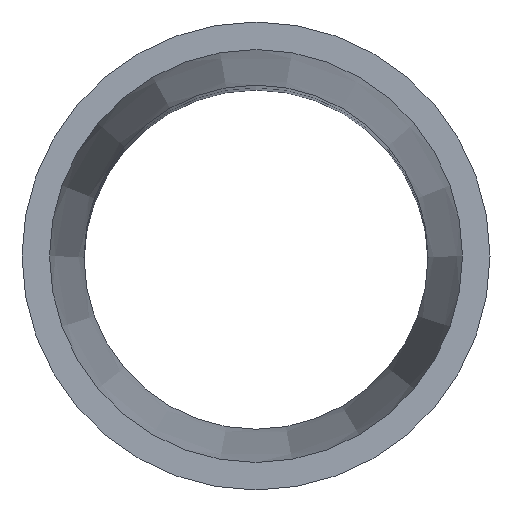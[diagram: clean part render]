
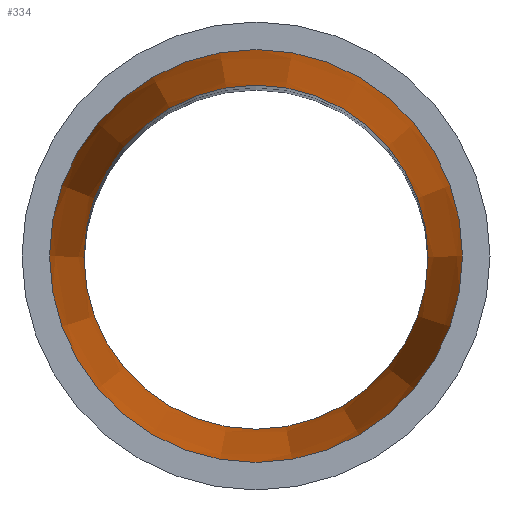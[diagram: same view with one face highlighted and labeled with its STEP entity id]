
A CAD part, top view. The second image highlights one B-rep face of the part: STEP entity #334.
In plain terms, the highlighted conical face has half-angle 2.862 degrees and reference radius 15 mm.
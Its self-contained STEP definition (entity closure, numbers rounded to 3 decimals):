
#24=CONICAL_SURFACE('',#421,15.,0.05);
#76=FACE_OUTER_BOUND('',#106,.T.);
#106=EDGE_LOOP('',(#290,#291,#292,#293));
#123=LINE('',#639,#134);
#134=VECTOR('',#535,15.);
#160=CIRCLE('',#422,15.);
#161=CIRCLE('',#423,12.5);
#186=VERTEX_POINT('',#636);
#187=VERTEX_POINT('',#638);
#222=EDGE_CURVE('',#186,#186,#160,.T.);
#223=EDGE_CURVE('',#186,#187,#123,.T.);
#224=EDGE_CURVE('',#187,#187,#161,.T.);
#290=ORIENTED_EDGE('',*,*,#222,.F.);
#291=ORIENTED_EDGE('',*,*,#223,.T.);
#292=ORIENTED_EDGE('',*,*,#224,.F.);
#293=ORIENTED_EDGE('',*,*,#223,.F.);
#334=ADVANCED_FACE('',(#76),#24,.F.);
#421=AXIS2_PLACEMENT_3D('',#635,#531,#532);
#422=AXIS2_PLACEMENT_3D('',#637,#533,#534);
#423=AXIS2_PLACEMENT_3D('',#640,#536,#537);
#531=DIRECTION('center_axis',(0.,0.,1.));
#532=DIRECTION('ref_axis',(-1.,0.,0.));
#533=DIRECTION('center_axis',(0.,0.,-1.));
#534=DIRECTION('ref_axis',(-1.,0.,0.));
#535=DIRECTION('',(-0.05,0.,-0.999));
#536=DIRECTION('center_axis',(0.,0.,1.));
#537=DIRECTION('ref_axis',(-1.,0.,0.));
#635=CARTESIAN_POINT('Origin',(0.,0.,253.));
#636=CARTESIAN_POINT('',(15.,0.,253.));
#637=CARTESIAN_POINT('Origin',(0.,0.,253.));
#638=CARTESIAN_POINT('',(12.5,0.,203.));
#639=CARTESIAN_POINT('',(15.,0.,253.));
#640=CARTESIAN_POINT('Origin',(0.,0.,203.));
